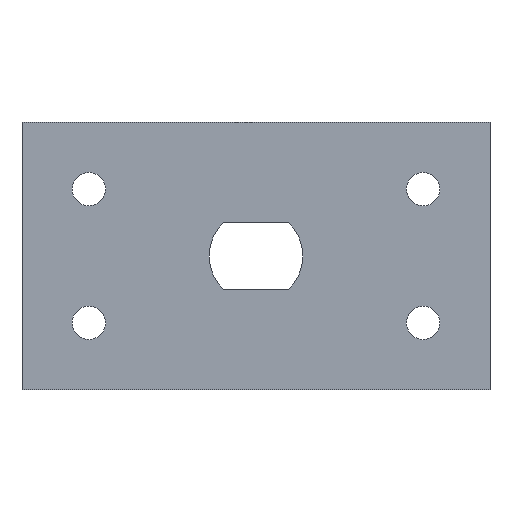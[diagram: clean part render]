
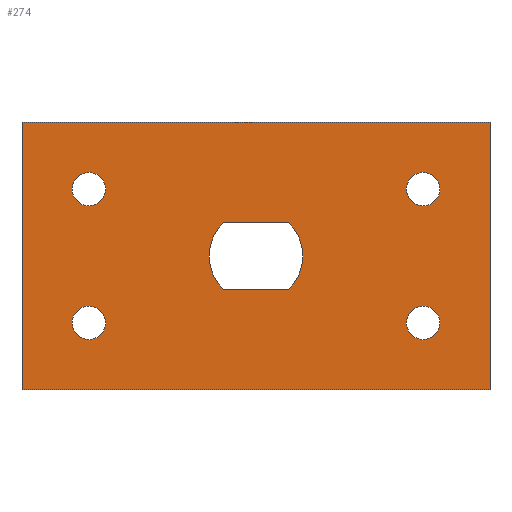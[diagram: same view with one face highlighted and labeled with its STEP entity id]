
A CAD part, front view. The second image highlights one B-rep face of the part: STEP entity #274.
In plain terms, the highlighted planar face has unit normal (0, -1, 0).
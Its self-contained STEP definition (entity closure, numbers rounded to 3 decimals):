
#21=CIRCLE('',#292,7.);
#23=CIRCLE('',#296,7.);
#24=CIRCLE('',#302,2.5);
#26=CIRCLE('',#305,2.5);
#28=CIRCLE('',#308,2.5);
#30=CIRCLE('',#311,2.5);
#78=ORIENTED_EDGE('',*,*,#132,.T.);
#79=ORIENTED_EDGE('',*,*,#130,.T.);
#80=ORIENTED_EDGE('',*,*,#128,.T.);
#81=ORIENTED_EDGE('',*,*,#126,.T.);
#82=ORIENTED_EDGE('',*,*,#116,.T.);
#83=ORIENTED_EDGE('',*,*,#120,.T.);
#84=ORIENTED_EDGE('',*,*,#123,.T.);
#85=ORIENTED_EDGE('',*,*,#125,.T.);
#86=ORIENTED_EDGE('',*,*,#104,.T.);
#87=ORIENTED_EDGE('',*,*,#108,.T.);
#88=ORIENTED_EDGE('',*,*,#111,.T.);
#89=ORIENTED_EDGE('',*,*,#113,.T.);
#104=EDGE_CURVE('',#137,#136,#160,.T.);
#108=EDGE_CURVE('',#136,#139,#21,.T.);
#111=EDGE_CURVE('',#139,#141,#165,.T.);
#113=EDGE_CURVE('',#141,#137,#23,.T.);
#116=EDGE_CURVE('',#145,#144,#168,.T.);
#120=EDGE_CURVE('',#144,#147,#172,.T.);
#123=EDGE_CURVE('',#147,#149,#175,.T.);
#125=EDGE_CURVE('',#149,#145,#177,.T.);
#126=EDGE_CURVE('',#150,#150,#24,.T.);
#128=EDGE_CURVE('',#152,#152,#26,.T.);
#130=EDGE_CURVE('',#154,#154,#28,.T.);
#132=EDGE_CURVE('',#156,#156,#30,.T.);
#136=VERTEX_POINT('',#395);
#137=VERTEX_POINT('',#397);
#139=VERTEX_POINT('',#403);
#141=VERTEX_POINT('',#409);
#144=VERTEX_POINT('',#419);
#145=VERTEX_POINT('',#421);
#147=VERTEX_POINT('',#427);
#149=VERTEX_POINT('',#433);
#150=VERTEX_POINT('',#440);
#152=VERTEX_POINT('',#445);
#154=VERTEX_POINT('',#450);
#156=VERTEX_POINT('',#455);
#160=LINE('',#396,#180);
#165=LINE('',#410,#185);
#168=LINE('',#420,#188);
#172=LINE('',#428,#192);
#175=LINE('',#434,#195);
#177=LINE('',#437,#197);
#180=VECTOR('',#321,1000.);
#185=VECTOR('',#334,1000.);
#188=VECTOR('',#345,1000.);
#192=VECTOR('',#351,1000.);
#195=VECTOR('',#356,1000.);
#197=VECTOR('',#360,1000.);
#214=EDGE_LOOP('',(#78));
#215=EDGE_LOOP('',(#79));
#216=EDGE_LOOP('',(#80));
#217=EDGE_LOOP('',(#81));
#218=EDGE_LOOP('',(#82,#83,#84,#85));
#219=EDGE_LOOP('',(#86,#87,#88,#89));
#242=FACE_BOUND('',#214,.T.);
#243=FACE_BOUND('',#215,.T.);
#244=FACE_BOUND('',#216,.T.);
#245=FACE_BOUND('',#217,.T.);
#246=FACE_BOUND('',#218,.T.);
#247=FACE_BOUND('',#219,.T.);
#260=PLANE('',#313);
#274=ADVANCED_FACE('',(#242,#243,#244,#245,#246,#247),#260,.T.);
#292=AXIS2_PLACEMENT_3D('',#404,#328,#329);
#296=AXIS2_PLACEMENT_3D('',#413,#339,#340);
#302=AXIS2_PLACEMENT_3D('',#439,#363,#364);
#305=AXIS2_PLACEMENT_3D('',#444,#369,#370);
#308=AXIS2_PLACEMENT_3D('',#449,#375,#376);
#311=AXIS2_PLACEMENT_3D('',#454,#381,#382);
#313=AXIS2_PLACEMENT_3D('',#458,#385,#386);
#321=DIRECTION('',(-1.,0.,0.));
#328=DIRECTION('',(0.,1.,0.));
#329=DIRECTION('',(1.,0.,0.));
#334=DIRECTION('',(1.,0.,0.));
#339=DIRECTION('',(0.,1.,0.));
#340=DIRECTION('',(1.,0.,0.));
#345=DIRECTION('',(0.,0.,1.));
#351=DIRECTION('',(-1.,0.,0.));
#356=DIRECTION('',(0.,0.,-1.));
#360=DIRECTION('',(1.,0.,0.));
#363=DIRECTION('',(0.,1.,0.));
#364=DIRECTION('',(1.,0.,0.));
#369=DIRECTION('',(0.,1.,0.));
#370=DIRECTION('',(1.,0.,0.));
#375=DIRECTION('',(0.,1.,0.));
#376=DIRECTION('',(1.,0.,0.));
#381=DIRECTION('',(0.,1.,0.));
#382=DIRECTION('',(1.,0.,0.));
#385=DIRECTION('',(0.,-1.,0.));
#386=DIRECTION('',(0.,0.,-1.));
#395=CARTESIAN_POINT('',(-4.899,-9.,-5.));
#396=CARTESIAN_POINT('',(4.899,-9.,-5.));
#397=CARTESIAN_POINT('',(4.899,-9.,-5.));
#403=CARTESIAN_POINT('',(-4.899,-9.,5.));
#404=CARTESIAN_POINT('',(0.,-9.,0.));
#409=CARTESIAN_POINT('',(4.899,-9.,5.));
#410=CARTESIAN_POINT('',(-4.899,-9.,5.));
#413=CARTESIAN_POINT('',(0.,-9.,0.));
#419=CARTESIAN_POINT('',(35.,-9.,20.));
#420=CARTESIAN_POINT('',(35.,-9.,-20.));
#421=CARTESIAN_POINT('',(35.,-9.,-20.));
#427=CARTESIAN_POINT('',(-35.,-9.,20.));
#428=CARTESIAN_POINT('',(35.,-9.,20.));
#433=CARTESIAN_POINT('',(-35.,-9.,-20.));
#434=CARTESIAN_POINT('',(-35.,-9.,20.));
#437=CARTESIAN_POINT('',(-35.,-9.,-20.));
#439=CARTESIAN_POINT('',(25.,-9.,10.));
#440=CARTESIAN_POINT('',(27.5,-9.,10.));
#444=CARTESIAN_POINT('',(-25.,-9.,-10.));
#445=CARTESIAN_POINT('',(-22.5,-9.,-10.));
#449=CARTESIAN_POINT('',(-25.,-9.,10.));
#450=CARTESIAN_POINT('',(-22.5,-9.,10.));
#454=CARTESIAN_POINT('',(25.,-9.,-10.));
#455=CARTESIAN_POINT('',(27.5,-9.,-10.));
#458=CARTESIAN_POINT('',(0.,-9.,0.));
